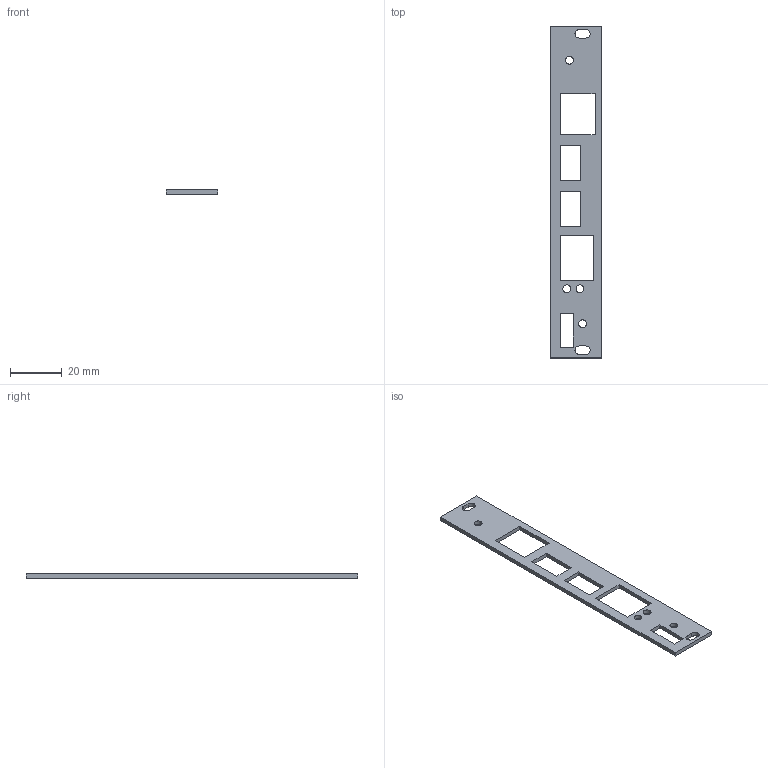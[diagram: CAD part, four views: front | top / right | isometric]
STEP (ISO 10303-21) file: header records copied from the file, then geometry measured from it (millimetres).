
FILE_DESCRIPTION(('KiCad electronic assembly'),'2;1');
FILE_NAME('panel.step','2024-04-27T15:40:10',('Pcbnew'),('Kicad'), 'Open CASCADE STEP processor 7.6','KiCad to STEP converter','Unknown' );
FILE_SCHEMA(('AUTOMOTIVE_DESIGN { 1 0 10303 214 1 1 1 1 }'));
Length unit declared in the file: millimetre
Products named in the file (2): panel 1; panel_PCB
Assembly tree (1 placements, depth 2):
  panel 1
    panel_PCB
Bounding box: 19.98 x 128.4 x 1.6 mm (x, y, z)
Volume: 2831.3 mm3; surface area: 4514.3 mm2
Topology: 1 solids, 1 shells, 38 faces, 108 edges, 72 vertices
Faces by surface type: plane 30, cylinder 8
Full cylindrical faces by diameter (mm): 3 x4
Entity records: 1309 total; most frequent: CARTESIAN_POINT 220, ORIENTED_EDGE 216, DIRECTION 204, EDGE_CURVE 108, LINE 92, VECTOR 92, VERTEX_POINT 72, FACE_BOUND 60
